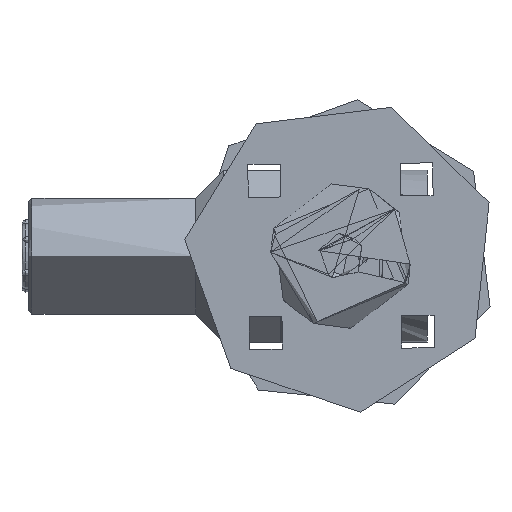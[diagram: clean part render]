
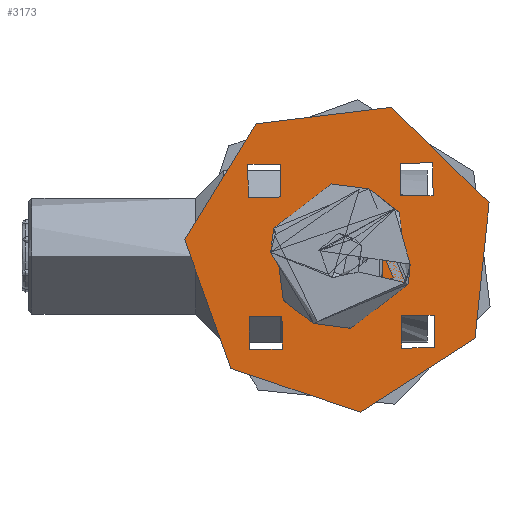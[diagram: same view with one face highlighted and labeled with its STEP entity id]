
A CAD part, left-side view. The second image highlights one B-rep face of the part: STEP entity #3173.
In plain terms, the highlighted face is planar.
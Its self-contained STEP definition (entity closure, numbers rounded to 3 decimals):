
#45 = CARTESIAN_POINT ( 'NONE',  ( 39.5, 0., 0. ) ) ;
#72 = EDGE_LOOP ( 'NONE', ( #12982 ) ) ;
#224 = EDGE_CURVE ( 'NONE', #6110, #6110, #13218, .T. ) ;
#352 = VERTEX_POINT ( 'NONE', #14478 ) ;
#660 = CARTESIAN_POINT ( 'NONE',  ( -32.5, 0., 0. ) ) ;
#788 = EDGE_LOOP ( 'NONE', ( #14588 ) ) ;
#1253 = ORIENTED_EDGE ( 'NONE', *, *, #2424, .F. ) ;
#1382 = CARTESIAN_POINT ( 'NONE',  ( 7., -32.5, 0. ) ) ;
#1549 = EDGE_CURVE ( 'NONE', #352, #352, #14909, .T. ) ;
#1934 = CARTESIAN_POINT ( 'NONE',  ( 17.5, 0., 0. ) ) ;
#2262 = AXIS2_PLACEMENT_3D ( 'NONE', #12039, #2429, #8413 ) ;
#2424 = EDGE_CURVE ( 'NONE', #13528, #13528, #15505, .T. ) ;
#2429 = DIRECTION ( 'NONE',  ( 0., 0., 1. ) ) ;
#2778 = ORIENTED_EDGE ( 'NONE', *, *, #1549, .T. ) ;
#3173 = ADVANCED_FACE ( 'NONE', ( #13279, #8303, #10903, #12164, #8540, #6015 ), #14612, .F. ) ;
#3184 = DIRECTION ( 'NONE',  ( 0., 0., 1. ) ) ;
#3660 = EDGE_LOOP ( 'NONE', ( #12929 ) ) ;
#3683 = AXIS2_PLACEMENT_3D ( 'NONE', #660, #5312, #15097 ) ;
#3766 = VERTEX_POINT ( 'NONE', #12184 ) ;
#4435 = AXIS2_PLACEMENT_3D ( 'NONE', #14937, #3184, #13908 ) ;
#4443 = AXIS2_PLACEMENT_3D ( 'NONE', #12598, #12752, #9122 ) ;
#5193 = EDGE_CURVE ( 'NONE', #3766, #3766, #13985, .T. ) ;
#5207 = EDGE_LOOP ( 'NONE', ( #1253 ) ) ;
#5283 = EDGE_CURVE ( 'NONE', #8557, #8557, #7190, .T. ) ;
#5312 = DIRECTION ( 'NONE',  ( 0., 0., 1. ) ) ;
#6015 = FACE_BOUND ( 'NONE', #788, .T. ) ;
#6110 = VERTEX_POINT ( 'NONE', #45 ) ;
#7136 = AXIS2_PLACEMENT_3D ( 'NONE', #13811, #12379, #12623 ) ;
#7190 = CIRCLE ( 'NONE', #4435, 7. ) ;
#7356 = DIRECTION ( 'NONE',  ( 0., 0., 1. ) ) ;
#7410 = CARTESIAN_POINT ( 'NONE',  ( 0., 32.5, 0. ) ) ;
#8291 = AXIS2_PLACEMENT_3D ( 'NONE', #14533, #7356, #13430 ) ;
#8303 = FACE_BOUND ( 'NONE', #11815, .T. ) ;
#8413 = DIRECTION ( 'NONE',  ( 1., 0., 0. ) ) ;
#8439 = DIRECTION ( 'NONE',  ( 0., 0., 1. ) ) ;
#8519 = DIRECTION ( 'NONE',  ( 1., 0., 0. ) ) ;
#8540 = FACE_OUTER_BOUND ( 'NONE', #5207, .T. ) ;
#8557 = VERTEX_POINT ( 'NONE', #1382 ) ;
#9122 = DIRECTION ( 'NONE',  ( 1., 0., 0. ) ) ;
#9214 = EDGE_LOOP ( 'NONE', ( #12130 ) ) ;
#10287 = VERTEX_POINT ( 'NONE', #1934 ) ;
#10903 = FACE_BOUND ( 'NONE', #72, .T. ) ;
#11209 = EDGE_CURVE ( 'NONE', #10287, #10287, #11651, .T. ) ;
#11651 = CIRCLE ( 'NONE', #7136, 17.5 ) ;
#11815 = EDGE_LOOP ( 'NONE', ( #2778 ) ) ;
#12039 = CARTESIAN_POINT ( 'NONE',  ( 32.5, 0., 0. ) ) ;
#12130 = ORIENTED_EDGE ( 'NONE', *, *, #5193, .T. ) ;
#12164 = FACE_BOUND ( 'NONE', #3660, .T. ) ;
#12184 = CARTESIAN_POINT ( 'NONE',  ( -25.5, 0., 0. ) ) ;
#12379 = DIRECTION ( 'NONE',  ( 0., 0., 1. ) ) ;
#12598 = CARTESIAN_POINT ( 'NONE',  ( 0., 0., 0. ) ) ;
#12623 = DIRECTION ( 'NONE',  ( 1., 0., 0. ) ) ;
#12752 = DIRECTION ( 'NONE',  ( 0., 0., 1. ) ) ;
#12882 = AXIS2_PLACEMENT_3D ( 'NONE', #7410, #8439, #8519 ) ;
#12929 = ORIENTED_EDGE ( 'NONE', *, *, #5283, .T. ) ;
#12982 = ORIENTED_EDGE ( 'NONE', *, *, #224, .T. ) ;
#13218 = CIRCLE ( 'NONE', #2262, 7. ) ;
#13279 = FACE_BOUND ( 'NONE', #9214, .T. ) ;
#13430 = DIRECTION ( 'NONE',  ( 1., 0., 0. ) ) ;
#13528 = VERTEX_POINT ( 'NONE', #14710 ) ;
#13811 = CARTESIAN_POINT ( 'NONE',  ( 0., 0., 0. ) ) ;
#13908 = DIRECTION ( 'NONE',  ( 1., 0., 0. ) ) ;
#13985 = CIRCLE ( 'NONE', #3683, 7. ) ;
#14478 = CARTESIAN_POINT ( 'NONE',  ( 7., 32.5, 0. ) ) ;
#14533 = CARTESIAN_POINT ( 'NONE',  ( 0., 0., 0. ) ) ;
#14588 = ORIENTED_EDGE ( 'NONE', *, *, #11209, .T. ) ;
#14612 = PLANE ( 'NONE',  #8291 ) ;
#14710 = CARTESIAN_POINT ( 'NONE',  ( 47.5, 0., 0. ) ) ;
#14909 = CIRCLE ( 'NONE', #12882, 7. ) ;
#14937 = CARTESIAN_POINT ( 'NONE',  ( 0., -32.5, 0. ) ) ;
#15097 = DIRECTION ( 'NONE',  ( 1., 0., 0. ) ) ;
#15505 = CIRCLE ( 'NONE', #4443, 47.5 ) ;
